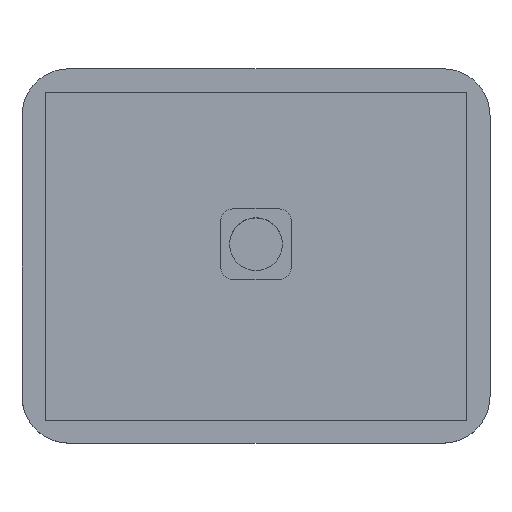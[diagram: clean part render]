
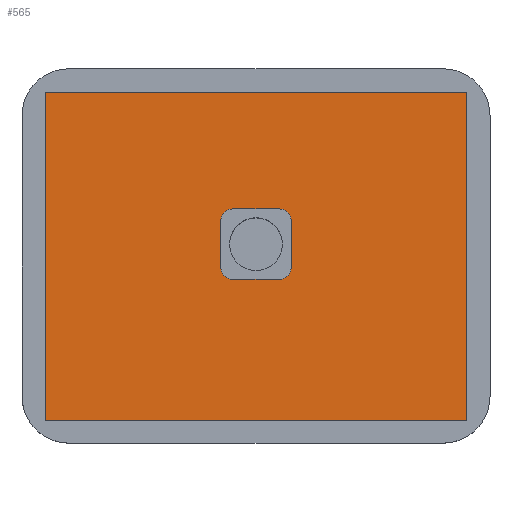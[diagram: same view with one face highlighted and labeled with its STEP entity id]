
A CAD part, top view. The second image highlights one B-rep face of the part: STEP entity #565.
In plain terms, the highlighted planar face has unit normal (0, 0, 1).
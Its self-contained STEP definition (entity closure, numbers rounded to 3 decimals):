
#1 = ORIENTED_EDGE ( 'NONE', *, *, #768, .T. ) ;
#10 = VERTEX_POINT ( 'NONE', #159 ) ;
#12 = CIRCLE ( 'NONE', #749, 1. ) ;
#16 = LINE ( 'NONE', #204, #229 ) ;
#25 = ORIENTED_EDGE ( 'NONE', *, *, #511, .T. ) ;
#35 = EDGE_LOOP ( 'NONE', ( #1, #169, #364, #315 ) ) ;
#37 = CARTESIAN_POINT ( 'NONE',  ( -18., -15.023, -1.5 ) ) ;
#44 = EDGE_CURVE ( 'NONE', #10, #632, #440, .T. ) ;
#52 = DIRECTION ( 'NONE',  ( -1., 0., 0. ) ) ;
#58 = FACE_OUTER_BOUND ( 'NONE', #35, .T. ) ;
#64 = CARTESIAN_POINT ( 'NONE',  ( 18., -3., -1.5 ) ) ;
#71 = CIRCLE ( 'NONE', #177, 1. ) ;
#85 = DIRECTION ( 'NONE',  ( 0., 0., 1. ) ) ;
#94 = VERTEX_POINT ( 'NONE', #266 ) ;
#100 = DIRECTION ( 'NONE',  ( 0., -1., 0. ) ) ;
#104 = VECTOR ( 'NONE', #603, 1000. ) ;
#128 = DIRECTION ( 'NONE',  ( 1., 0., 0. ) ) ;
#140 = CARTESIAN_POINT ( 'NONE',  ( -3., 12.977, -1.5 ) ) ;
#147 = DIRECTION ( 'NONE',  ( 0., 0., 1. ) ) ;
#159 = CARTESIAN_POINT ( 'NONE',  ( -2., 3., -1.5 ) ) ;
#166 = EDGE_CURVE ( 'NONE', #802, #198, #16, .T. ) ;
#169 = ORIENTED_EDGE ( 'NONE', *, *, #575, .T. ) ;
#177 = AXIS2_PLACEMENT_3D ( 'NONE', #918, #147, #484 ) ;
#187 = DIRECTION ( 'NONE',  ( 0., 1., 0. ) ) ;
#198 = VERTEX_POINT ( 'NONE', #37 ) ;
#204 = CARTESIAN_POINT ( 'NONE',  ( -18., 12.977, -1.5 ) ) ;
#207 = CARTESIAN_POINT ( 'NONE',  ( 2., 3., -1.5 ) ) ;
#217 = DIRECTION ( 'NONE',  ( 0., 1., 0. ) ) ;
#219 = ORIENTED_EDGE ( 'NONE', *, *, #44, .F. ) ;
#226 = LINE ( 'NONE', #656, #605 ) ;
#229 = VECTOR ( 'NONE', #885, 1000. ) ;
#253 = ORIENTED_EDGE ( 'NONE', *, *, #306, .F. ) ;
#260 = VERTEX_POINT ( 'NONE', #301 ) ;
#261 = DIRECTION ( 'NONE',  ( 0., 0., 1. ) ) ;
#265 = EDGE_CURVE ( 'NONE', #737, #632, #1082, .T. ) ;
#266 = CARTESIAN_POINT ( 'NONE',  ( -2., -3., -1.5 ) ) ;
#269 = CARTESIAN_POINT ( 'NONE',  ( 18., -15.023, -1.5 ) ) ;
#273 = CARTESIAN_POINT ( 'NONE',  ( -3., -2., -1.5 ) ) ;
#278 = CARTESIAN_POINT ( 'NONE',  ( 3., 2., -1.5 ) ) ;
#289 = CARTESIAN_POINT ( 'NONE',  ( -18., 12.977, -1.5 ) ) ;
#298 = VECTOR ( 'NONE', #930, 1000. ) ;
#301 = CARTESIAN_POINT ( 'NONE',  ( 3., -2., -1.5 ) ) ;
#306 = EDGE_CURVE ( 'NONE', #737, #94, #71, .T. ) ;
#315 = ORIENTED_EDGE ( 'NONE', *, *, #449, .T. ) ;
#326 = CARTESIAN_POINT ( 'NONE',  ( 3., 12.977, -1.5 ) ) ;
#345 = CARTESIAN_POINT ( 'NONE',  ( 18., -15.023, -1.5 ) ) ;
#353 = CIRCLE ( 'NONE', #1071, 1. ) ;
#364 = ORIENTED_EDGE ( 'NONE', *, *, #166, .T. ) ;
#380 = CARTESIAN_POINT ( 'NONE',  ( 18., 12.977, -1.5 ) ) ;
#392 = DIRECTION ( 'NONE',  ( -1., 0., 0. ) ) ;
#395 = VERTEX_POINT ( 'NONE', #345 ) ;
#436 = VERTEX_POINT ( 'NONE', #207 ) ;
#440 = CIRCLE ( 'NONE', #624, 1. ) ;
#449 = EDGE_CURVE ( 'NONE', #198, #395, #896, .T. ) ;
#484 = DIRECTION ( 'NONE',  ( 0., -1., 0. ) ) ;
#496 = CARTESIAN_POINT ( 'NONE',  ( -2., 2., -1.5 ) ) ;
#500 = PLANE ( 'NONE',  #1107 ) ;
#511 = EDGE_CURVE ( 'NONE', #1058, #94, #888, .T. ) ;
#525 = CARTESIAN_POINT ( 'NONE',  ( 2., -3., -1.5 ) ) ;
#534 = VECTOR ( 'NONE', #128, 1000. ) ;
#544 = CARTESIAN_POINT ( 'NONE',  ( -18., -15.023, -1.5 ) ) ;
#552 = EDGE_LOOP ( 'NONE', ( #25, #253, #1003, #219, #1097, #895, #741, #691 ) ) ;
#565 = ADVANCED_FACE ( 'NONE', ( #58, #1006 ), #500, .T. ) ;
#575 = EDGE_CURVE ( 'NONE', #839, #802, #226, .T. ) ;
#603 = DIRECTION ( 'NONE',  ( 1., 0., 0. ) ) ;
#605 = VECTOR ( 'NONE', #52, 1000. ) ;
#610 = DIRECTION ( 'NONE',  ( 0., 0., 1. ) ) ;
#624 = AXIS2_PLACEMENT_3D ( 'NONE', #496, #85, #781 ) ;
#632 = VERTEX_POINT ( 'NONE', #843 ) ;
#656 = CARTESIAN_POINT ( 'NONE',  ( 18., 12.977, -1.5 ) ) ;
#658 = EDGE_CURVE ( 'NONE', #797, #436, #353, .T. ) ;
#675 = DIRECTION ( 'NONE',  ( 0., 0., 1. ) ) ;
#679 = EDGE_CURVE ( 'NONE', #10, #436, #784, .T. ) ;
#687 = DIRECTION ( 'NONE',  ( 0., -1., 0. ) ) ;
#691 = ORIENTED_EDGE ( 'NONE', *, *, #725, .F. ) ;
#725 = EDGE_CURVE ( 'NONE', #1058, #260, #12, .T. ) ;
#732 = VECTOR ( 'NONE', #217, 1000. ) ;
#737 = VERTEX_POINT ( 'NONE', #273 ) ;
#741 = ORIENTED_EDGE ( 'NONE', *, *, #990, .T. ) ;
#749 = AXIS2_PLACEMENT_3D ( 'NONE', #773, #261, #687 ) ;
#768 = EDGE_CURVE ( 'NONE', #395, #839, #1030, .T. ) ;
#773 = CARTESIAN_POINT ( 'NONE',  ( 2., -2., -1.5 ) ) ;
#781 = DIRECTION ( 'NONE',  ( 0., -1., 0. ) ) ;
#784 = LINE ( 'NONE', #944, #104 ) ;
#794 = CARTESIAN_POINT ( 'NONE',  ( 2., 2., -1.5 ) ) ;
#797 = VERTEX_POINT ( 'NONE', #278 ) ;
#802 = VERTEX_POINT ( 'NONE', #289 ) ;
#839 = VERTEX_POINT ( 'NONE', #380 ) ;
#843 = CARTESIAN_POINT ( 'NONE',  ( -3., 2., -1.5 ) ) ;
#885 = DIRECTION ( 'NONE',  ( 0., -1., 0. ) ) ;
#888 = LINE ( 'NONE', #64, #968 ) ;
#895 = ORIENTED_EDGE ( 'NONE', *, *, #658, .F. ) ;
#896 = LINE ( 'NONE', #544, #534 ) ;
#918 = CARTESIAN_POINT ( 'NONE',  ( -2., -2., -1.5 ) ) ;
#930 = DIRECTION ( 'NONE',  ( 0., -1., 0. ) ) ;
#944 = CARTESIAN_POINT ( 'NONE',  ( 18., 3., -1.5 ) ) ;
#968 = VECTOR ( 'NONE', #392, 1000. ) ;
#990 = EDGE_CURVE ( 'NONE', #797, #260, #1096, .T. ) ;
#1003 = ORIENTED_EDGE ( 'NONE', *, *, #265, .T. ) ;
#1006 = FACE_BOUND ( 'NONE', #552, .T. ) ;
#1019 = VECTOR ( 'NONE', #187, 1000. ) ;
#1030 = LINE ( 'NONE', #269, #1019 ) ;
#1058 = VERTEX_POINT ( 'NONE', #525 ) ;
#1071 = AXIS2_PLACEMENT_3D ( 'NONE', #794, #610, #100 ) ;
#1081 = DIRECTION ( 'NONE',  ( 0., -1., 0. ) ) ;
#1082 = LINE ( 'NONE', #140, #732 ) ;
#1086 = CARTESIAN_POINT ( 'NONE',  ( 18., 12.977, -1.5 ) ) ;
#1096 = LINE ( 'NONE', #326, #298 ) ;
#1097 = ORIENTED_EDGE ( 'NONE', *, *, #679, .T. ) ;
#1107 = AXIS2_PLACEMENT_3D ( 'NONE', #1086, #675, #1081 ) ;
